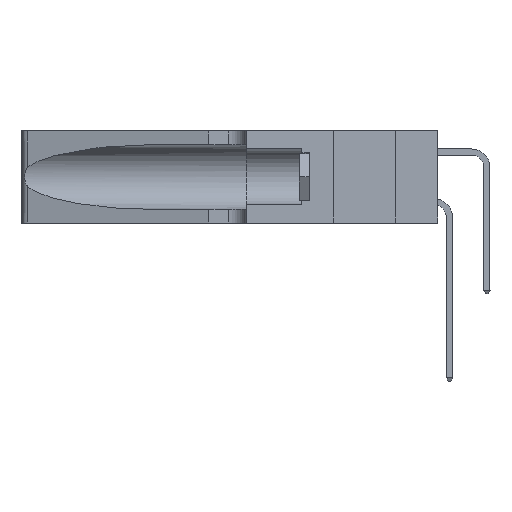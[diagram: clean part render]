
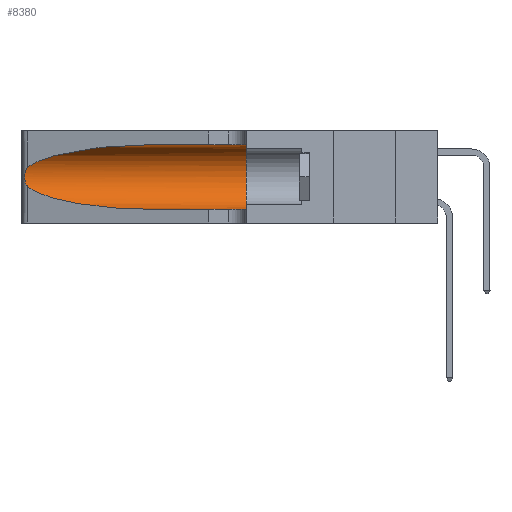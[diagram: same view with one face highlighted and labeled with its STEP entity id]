
A CAD part, left-side view. The second image highlights one B-rep face of the part: STEP entity #8380.
In plain terms, the highlighted cylindrical face has radius 3.308 mm (diameter 6.617 mm), a partial arc.
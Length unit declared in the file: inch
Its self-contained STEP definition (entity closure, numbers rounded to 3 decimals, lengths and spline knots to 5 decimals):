
#16 = CARTESIAN_POINT ( 'NONE',  ( 0.25639, 1.23184, 0.21858 ) ) ;
#1815 = VERTEX_POINT ( 'NONE', #12955 ) ;
#2009 = ORIENTED_EDGE ( 'NONE', *, *, #15156, .T. ) ;
#2078 = CARTESIAN_POINT ( 'NONE',  ( 0.25854, 1.2359, 0.20912 ) ) ;
#2889 = EDGE_LOOP ( 'NONE', ( #21265, #24115, #2009, #11108, #23059, #13053 ) ) ;
#3026 = VERTEX_POINT ( 'NONE', #14782 ) ;
#4081 = CARTESIAN_POINT ( 'NONE',  ( 0.26075, 1.23896, 0.19203 ) ) ;
#4117 = CIRCLE ( 'NONE', #11274, 0.13025 ) ;
#4524 = DIRECTION ( 'NONE',  ( 0., 0., -1. ) ) ;
#4577 = FACE_OUTER_BOUND ( 'NONE', #2889, .T. ) ;
#4788 = CARTESIAN_POINT ( 'NONE',  ( 0.2373, 1.15595, 0.08982 ) ) ;
#5347 = EDGE_CURVE ( 'NONE', #3026, #1815, #19608, .T. ) ;
#5868 = B_SPLINE_CURVE_WITH_KNOTS ( 'NONE', 3,
 ( #7944, #5961, #16, #13873, #2078, #15791, #4081, #17731, #6048, #19638, #8046, #21549, #9984, #23470 ),
 .UNSPECIFIED., .F., .F.,
 ( 4, 2, 2, 2, 2, 2, 4 ),
 ( 0., 0.00027, 0.00053, 0.00107, 0.0016, 0.00187, 0.00214 ),
 .UNSPECIFIED. ) ;
#5961 = CARTESIAN_POINT ( 'NONE',  ( 0.25555, 1.22994, 0.2215 ) ) ;
#6048 = CARTESIAN_POINT ( 'NONE',  ( 0.26017, 1.23833, 0.17102 ) ) ;
#6349 =( BOUNDED_CURVE ( )  B_SPLINE_CURVE ( 3, ( #12607, #4788, #22240, #10702 ),
 .UNSPECIFIED., .F., .F. ) 
 B_SPLINE_CURVE_WITH_KNOTS ( ( 4, 4 ),
 ( 3.44316, 4.71239 ),
 .UNSPECIFIED. ) 
 CURVE ( )  GEOMETRIC_REPRESENTATION_ITEM ( )  RATIONAL_B_SPLINE_CURVE ( ( 1., 0.87, 0.87, 1. ) ) 
 REPRESENTATION_ITEM ( '' )  );
#7763 =( BOUNDED_CURVE ( )  B_SPLINE_CURVE ( 3, ( #7974, #13821, #21412, #21491 ),
 .UNSPECIFIED., .F., .T. ) 
 B_SPLINE_CURVE_WITH_KNOTS ( ( 4, 4 ),
 ( 1.5708, 2.84003 ),
 .UNSPECIFIED. ) 
 CURVE ( )  GEOMETRIC_REPRESENTATION_ITEM ( )  RATIONAL_B_SPLINE_CURVE ( ( 1., 0.87, 0.87, 1. ) ) 
 REPRESENTATION_ITEM ( '' )  );
#7944 = CARTESIAN_POINT ( 'NONE',  ( 0.25487, 1.22718, 0.22369 ) ) ;
#7974 = CARTESIAN_POINT ( 'NONE',  ( 0.1305, 0.72297, 0.31525 ) ) ;
#8046 = CARTESIAN_POINT ( 'NONE',  ( 0.25789, 1.23486, 0.15765 ) ) ;
#8178 = CARTESIAN_POINT ( 'NONE',  ( 0.1305, 0.35, 0.31525 ) ) ;
#8380 = ADVANCED_FACE ( 'NONE', ( #4577 ), #22741, .F. ) ;
#9485 = EDGE_CURVE ( 'NONE', #22634, #16257, #19182, .T. ) ;
#9571 = CARTESIAN_POINT ( 'NONE',  ( 0.25487, 1.22718, 0.22369 ) ) ;
#9928 = CARTESIAN_POINT ( 'NONE',  ( 0.25487, 1.22718, 0.14631 ) ) ;
#9984 = CARTESIAN_POINT ( 'NONE',  ( 0.25555, 1.22993, 0.14849 ) ) ;
#10027 = EDGE_CURVE ( 'NONE', #22634, #24166, #7763, .T. ) ;
#10185 = DIRECTION ( 'NONE',  ( 0., 1., 0. ) ) ;
#10702 = CARTESIAN_POINT ( 'NONE',  ( 0.1305, 0.72297, 0.05475 ) ) ;
#11108 = ORIENTED_EDGE ( 'NONE', *, *, #5347, .T. ) ;
#11274 = AXIS2_PLACEMENT_3D ( 'NONE', #21758, #10185, #23660 ) ;
#12128 = CARTESIAN_POINT ( 'NONE',  ( 0.1305, 1.61858, 0.31525 ) ) ;
#12607 = CARTESIAN_POINT ( 'NONE',  ( 0.25487, 1.22718, 0.14631 ) ) ;
#12955 = CARTESIAN_POINT ( 'NONE',  ( 0.1305, 0.35, 0.05475 ) ) ;
#13053 = ORIENTED_EDGE ( 'NONE', *, *, #9485, .F. ) ;
#13791 = AXIS2_PLACEMENT_3D ( 'NONE', #18172, #20083, #4524 ) ;
#13821 = CARTESIAN_POINT ( 'NONE',  ( 0.18966, 0.96281, 0.31525 ) ) ;
#13873 = CARTESIAN_POINT ( 'NONE',  ( 0.25787, 1.23484, 0.2124 ) ) ;
#14511 = VECTOR ( 'NONE', #20624, 39.37008 ) ;
#14782 = CARTESIAN_POINT ( 'NONE',  ( 0.1305, 0.72297, 0.05475 ) ) ;
#14851 = CARTESIAN_POINT ( 'NONE',  ( 0.1305, 1.61858, 0.05475 ) ) ;
#15156 = EDGE_CURVE ( 'NONE', #20963, #3026, #6349, .T. ) ;
#15580 = EDGE_CURVE ( 'NONE', #24166, #20963, #5868, .T. ) ;
#15791 = CARTESIAN_POINT ( 'NONE',  ( 0.26018, 1.23835, 0.19895 ) ) ;
#16257 = VERTEX_POINT ( 'NONE', #8178 ) ;
#17731 = CARTESIAN_POINT ( 'NONE',  ( 0.26075, 1.23896, 0.178 ) ) ;
#18172 = CARTESIAN_POINT ( 'NONE',  ( 0.1305, 1.61858, 0.185 ) ) ;
#18652 = EDGE_CURVE ( 'NONE', #16257, #1815, #4117, .T. ) ;
#19182 = LINE ( 'NONE', #12128, #23643 ) ;
#19608 = LINE ( 'NONE', #14851, #14511 ) ;
#19638 = CARTESIAN_POINT ( 'NONE',  ( 0.25856, 1.23593, 0.16098 ) ) ;
#19956 = DIRECTION ( 'NONE',  ( 0., -1., 0. ) ) ;
#20083 = DIRECTION ( 'NONE',  ( 0., -1., 0. ) ) ;
#20624 = DIRECTION ( 'NONE',  ( 0., -1., 0. ) ) ;
#20963 = VERTEX_POINT ( 'NONE', #9928 ) ;
#21265 = ORIENTED_EDGE ( 'NONE', *, *, #10027, .T. ) ;
#21412 = CARTESIAN_POINT ( 'NONE',  ( 0.2373, 1.15595, 0.28018 ) ) ;
#21491 = CARTESIAN_POINT ( 'NONE',  ( 0.25487, 1.22718, 0.22369 ) ) ;
#21549 = CARTESIAN_POINT ( 'NONE',  ( 0.25639, 1.23186, 0.15144 ) ) ;
#21758 = CARTESIAN_POINT ( 'NONE',  ( 0.1305, 0.35, 0.185 ) ) ;
#22240 = CARTESIAN_POINT ( 'NONE',  ( 0.18966, 0.96281, 0.05475 ) ) ;
#22582 = CARTESIAN_POINT ( 'NONE',  ( 0.1305, 0.72297, 0.31525 ) ) ;
#22634 = VERTEX_POINT ( 'NONE', #22582 ) ;
#22741 = CYLINDRICAL_SURFACE ( 'NONE', #13791, 0.13025 ) ;
#23059 = ORIENTED_EDGE ( 'NONE', *, *, #18652, .F. ) ;
#23470 = CARTESIAN_POINT ( 'NONE',  ( 0.25487, 1.22718, 0.14631 ) ) ;
#23643 = VECTOR ( 'NONE', #19956, 39.37008 ) ;
#23660 = DIRECTION ( 'NONE',  ( 0., 0., 1. ) ) ;
#24115 = ORIENTED_EDGE ( 'NONE', *, *, #15580, .T. ) ;
#24166 = VERTEX_POINT ( 'NONE', #9571 ) ;
